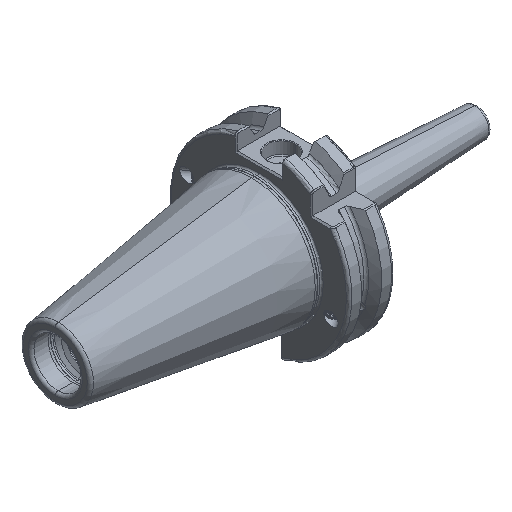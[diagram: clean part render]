
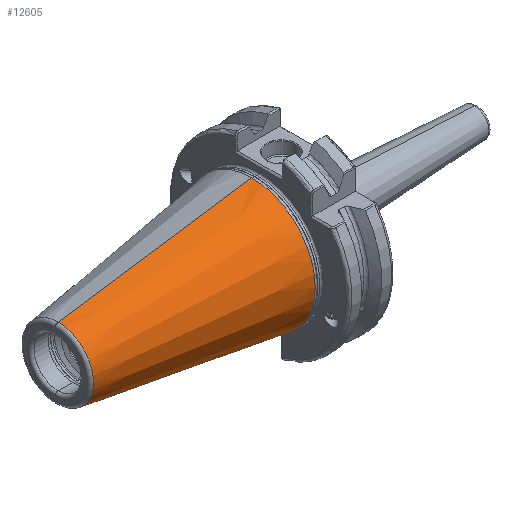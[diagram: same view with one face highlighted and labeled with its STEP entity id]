
A CAD part, isometric view. The second image highlights one B-rep face of the part: STEP entity #12605.
In plain terms, the highlighted conical face has half-angle 8.297 degrees and reference radius 22.692 mm.
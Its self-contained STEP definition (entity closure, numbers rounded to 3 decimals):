
#1145 = DIRECTION ( 'NONE',  ( 1., 0., 0. ) ) ;
#1155 = CARTESIAN_POINT ( 'NONE',  ( 0., 0., 0. ) ) ;
#1164 = DIRECTION ( 'NONE',  ( 0., 0., -1. ) ) ;
#1879 = CARTESIAN_POINT ( 'NONE',  ( 0., 0., 22.692 ) ) ;
#1932 = DIRECTION ( 'NONE',  ( 0.99, 0., 0.144 ) ) ;
#2251 = CARTESIAN_POINT ( 'NONE',  ( 0., 0., -22.692 ) ) ;
#2257 = DIRECTION ( 'NONE',  ( 0.99, 0., -0.144 ) ) ;
#2809 = CARTESIAN_POINT ( 'NONE',  ( -70.573, 0., 12.4 ) ) ;
#2811 = CARTESIAN_POINT ( 'NONE',  ( -2.5, 0., 22.327 ) ) ;
#2828 = CARTESIAN_POINT ( 'NONE',  ( -2.5, 0., -22.327 ) ) ;
#2831 = CARTESIAN_POINT ( 'NONE',  ( -70.573, 0., -12.4 ) ) ;
#3105 = CARTESIAN_POINT ( 'NONE',  ( -70.573, 0., 0. ) ) ;
#3106 = DIRECTION ( 'NONE',  ( 0., 0., 1. ) ) ;
#3109 = DIRECTION ( 'NONE',  ( 1., 0., 0. ) ) ;
#3897 = DIRECTION ( 'NONE',  ( 0., 0., -1. ) ) ;
#3914 = DIRECTION ( 'NONE',  ( 1., 0., 0. ) ) ;
#3915 = CARTESIAN_POINT ( 'NONE',  ( -2.5, 0., 0. ) ) ;
#5466 = CIRCLE ( 'NONE', #8013, 22.327 ) ;
#5481 = CIRCLE ( 'NONE', #8014, 12.4 ) ;
#5676 = FACE_OUTER_BOUND ( 'NONE', #6797, .T. ) ;
#5706 = CONICAL_SURFACE ( 'NONE', #8113, 22.692, 0.145 ) ;
#5765 = VECTOR ( 'NONE', #1932, 1000. ) ;
#5771 = LINE ( 'NONE', #1879, #5765 ) ;
#5806 = VECTOR ( 'NONE', #2257, 1000. ) ;
#5825 = LINE ( 'NONE', #2251, #5806 ) ;
#6088 = VERTEX_POINT ( 'NONE', #2828 ) ;
#6089 = VERTEX_POINT ( 'NONE', #2809 ) ;
#6096 = VERTEX_POINT ( 'NONE', #2831 ) ;
#6102 = VERTEX_POINT ( 'NONE', #2811 ) ;
#6619 = ORIENTED_EDGE ( 'NONE', *, *, #10708, .F. ) ;
#6631 = ORIENTED_EDGE ( 'NONE', *, *, #10336, .T. ) ;
#6686 = ORIENTED_EDGE ( 'NONE', *, *, #10744, .T. ) ;
#6728 = ORIENTED_EDGE ( 'NONE', *, *, #10284, .F. ) ;
#6797 = EDGE_LOOP ( 'NONE', ( #6728, #6686, #6631, #6619 ) ) ;
#8013 = AXIS2_PLACEMENT_3D ( 'NONE', #3915, #3914, #3897 ) ;
#8014 = AXIS2_PLACEMENT_3D ( 'NONE', #3105, #3109, #3106 ) ;
#8113 = AXIS2_PLACEMENT_3D ( 'NONE', #1155, #1145, #1164 ) ;
#10284 = EDGE_CURVE ( 'NONE', #6089, #6102, #5771, .T. ) ;
#10336 = EDGE_CURVE ( 'NONE', #6096, #6088, #5825, .T. ) ;
#10708 = EDGE_CURVE ( 'NONE', #6102, #6088, #5466, .T. ) ;
#10744 = EDGE_CURVE ( 'NONE', #6089, #6096, #5481, .T. ) ;
#12605 = ADVANCED_FACE ( 'NONE', ( #5676 ), #5706, .T. ) ;
